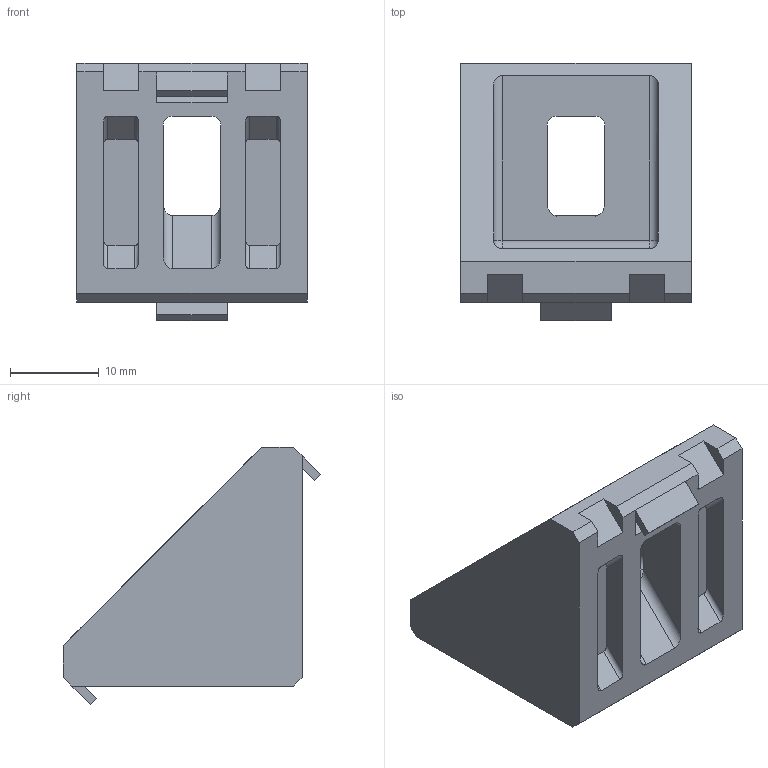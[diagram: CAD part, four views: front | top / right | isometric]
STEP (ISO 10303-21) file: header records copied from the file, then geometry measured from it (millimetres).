
FILE_DESCRIPTION (( 'STEP AP214' ), '1' );
FILE_NAME ('SNSD.30.51.62. Óãëîâîé àëþìèíèåâûé ñîåäèíèòåëü 30õ30, ïàç 8(A17).STEP', '2014-12-08T13:47:42', ( 'XTreme.ws' ), ( 'XTreme.ws' ), 'SwSTEP 2.0', 'SolidWorks 2014', '' );
FILE_SCHEMA (( 'AUTOMOTIVE_DESIGN' ));
Length unit declared in the file: millimetre
Products named in the file (1): SNSD.30.51.62. Óãëîâîé àëþìèíèåâûé ñîåäèíèòåëü 30õ30, ïàç 8(A17)
Bounding box: 26 x 29.12 x 29.12 mm (x, y, z)
Volume: 6973.1 mm3; surface area: 4604.1 mm2
Topology: 1 solids, 1 shells, 107 faces, 288 edges, 186 vertices
Faces by surface type: plane 76, cylinder 29, sphere 2
Entity records: 3304 total; most frequent: CARTESIAN_POINT 712, ORIENTED_EDGE 572, DIRECTION 472, EDGE_CURVE 286, VECTOR 228, LINE 228, VERTEX_POINT 186, AXIS2_PLACEMENT_3D 122
